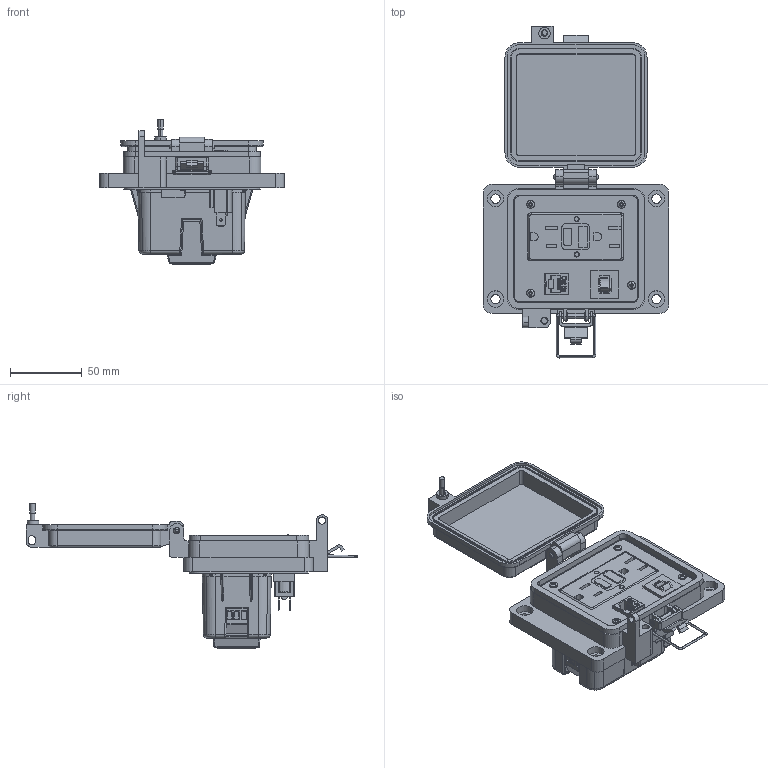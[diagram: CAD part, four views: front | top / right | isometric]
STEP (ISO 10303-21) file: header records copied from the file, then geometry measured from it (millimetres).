
FILE_DESCRIPTION (( 'STEP AP203' ), '1' );
FILE_NAME ('P-R33-K3RF3_3D.STEP', '2021-12-08T15:12:30', ( '' ), ( '' ), 'SwSTEP 2.0', 'SolidWorks 2019', '' );
FILE_SCHEMA (( 'CONFIG_CONTROL_DESIGN' ));
Length unit declared in the file: millimetre
Products named in the file (14): Z-300-RJ45C5SH; Z-CB-SM; Z-200-OTLT-GFIH-15A_sheared; Z-120-RIOF-SHELL; R33; RF; P-R33-K3RF3_TP; P-R33-K3RF3_BP; Z-200-OTLT-RIOF-15A; P-R33-K3RF3_FP; CBX; P-R33-K3RF3_3D; 90272A106_ZINC-PLTD STL PAN HEAD PHILLIPS MACHINE SCREW_90272A106; Z-H-K3_B
Assembly tree (16 placements, depth 4):
  P-R33-K3RF3_3D
    P-R33-K3RF3_BP
    P-R33-K3RF3_FP
    90272A106_ZINC-PLTD STL PAN HEAD PHILLIPS MACHINE SCREW_90272A106  x4
    P-R33-K3RF3_TP
    R33
      Z-300-RJ45C5SH
    CBX
      Z-CB-SM
    RF
      Z-200-OTLT-RIOF-15A
        Z-120-RIOF-SHELL
        Z-200-OTLT-GFIH-15A_sheared
    Z-H-K3_B
Bounding box: 129 x 231.18 x 101.5 mm (x, y, z)
Volume: 303629.5 mm3; surface area: 188325 mm2
Topology: 36 solids, 42 shells, 5424 faces, 14062 edges, 8872 vertices
Faces by surface type: plane 2312, cylinder 1576, bspline 1275, cone 114, torus 89, sphere 58
Entity records: 215972 total; most frequent: CARTESIAN_POINT 101056, ORIENTED_EDGE 26324, DIRECTION 19165, EDGE_CURVE 13162, VERTEX_POINT 8293, LINE 7723, VECTOR 7723, AXIS2_PLACEMENT_3D 5721
